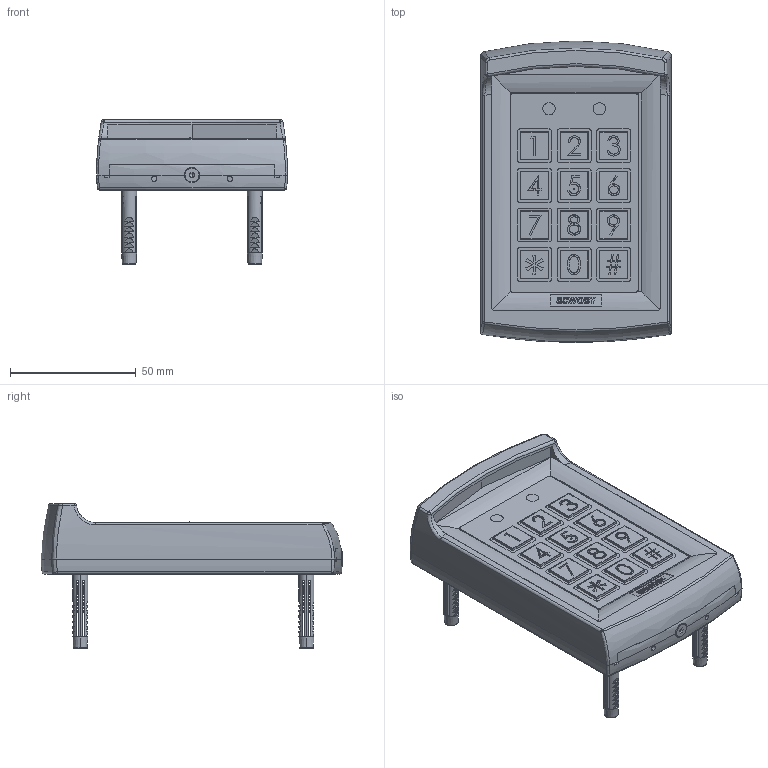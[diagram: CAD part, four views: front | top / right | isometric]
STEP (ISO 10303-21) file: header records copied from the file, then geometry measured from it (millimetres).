
FILE_DESCRIPTION (( 'STEP AP214' ), '1' );
FILE_NAME ('KR1000.STEP', '2021-07-30T06:49:25', ( '' ), ( '' ), 'SwSTEP 2.0', 'SolidWorks 2020', '' );
FILE_SCHEMA (( 'AUTOMOTIVE_DESIGN' ));
Length unit declared in the file: millimetre
Products named in the file (21): MP0304-TOUCH 4; MP0311-TOUCH ET; KR1000; MP0310-TOUCH #; ISO 10642 - M3 x 8 --- 8S_ISO 10642 - M3 x 8 --- 8S; PP0055-KEY PAD OUTLINE_LOGO SEWOSY; MP0307-TOUCH 7; MP0305-TOUCH 5; Tapping screw DIN 7049-ST2.9x19-C-H-S_Tapping screw DIN 7049-ST2.9x19-C-H-S; MP0298-BACK SIDE OF THE CASING_VISIERE; MP0303-TOUCH 3; MP0308-TOUCH 8; MP0301-TOUCH 1; PP0056-KEY PAD UNDERCOVER; FP0012-PLUG DIAM 6 x 30; MP0309-TOUCH 9; MP0391-FRONT SIDE OF THE CASING WITH VISOR; MP0300-TOUCH 0; MP0302-TOUCH 2; MP0312-KEY PAD COVER; MP0306-TOUCH 6
Assembly tree (26 placements, depth 2):
  KR1000
    MP0298-BACK SIDE OF THE CASING_VISIERE
    MP0312-KEY PAD COVER
    PP0055-KEY PAD OUTLINE_LOGO SEWOSY
    MP0300-TOUCH 0
    MP0301-TOUCH 1
    MP0302-TOUCH 2
    MP0303-TOUCH 3
    MP0304-TOUCH 4
    MP0305-TOUCH 5
    MP0306-TOUCH 6
    MP0307-TOUCH 7
    MP0308-TOUCH 8
    MP0309-TOUCH 9
    MP0310-TOUCH #
    MP0311-TOUCH ET
    PP0056-KEY PAD UNDERCOVER
    MP0391-FRONT SIDE OF THE CASING WITH VISOR
    Tapping screw DIN 7049-ST2.9x19-C-H-S_Tapping screw DIN 7049-ST2.9x19-C-H-S  x4
    FP0012-PLUG DIAM 6 x 30  x4
    ISO 10642 - M3 x 8 --- 8S_ISO 10642 - M3 x 8 --- 8S
Bounding box: 76 x 120.07 x 57.5 mm (x, y, z)
Volume: 69357.9 mm3; surface area: 78778 mm2
Topology: 31 solids, 31 shells, 2202 faces, 5592 edges, 3528 vertices
Faces by surface type: plane 1109, cylinder 466, cone 366, bspline 227, torus 18, sphere 16
Entity records: 62443 total; most frequent: CARTESIAN_POINT 21864, ORIENTED_EDGE 8386, DIRECTION 7275, EDGE_CURVE 4193, LINE 2763, VECTOR 2763, VERTEX_POINT 2718, AXIS2_PLACEMENT_3D 2256
